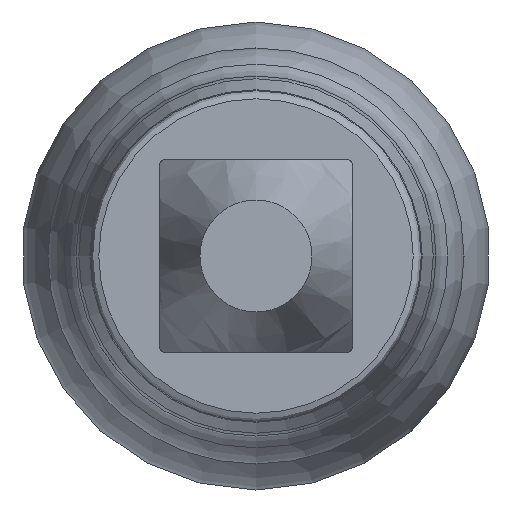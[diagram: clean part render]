
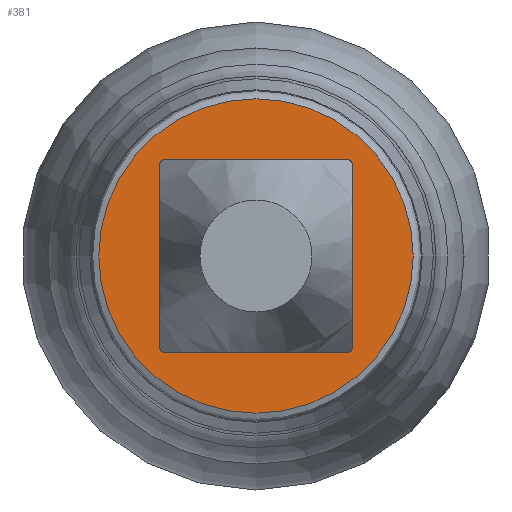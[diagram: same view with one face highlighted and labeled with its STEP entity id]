
A CAD part, left-side view. The second image highlights one B-rep face of the part: STEP entity #381.
In plain terms, the highlighted planar face has unit normal (-1, 0, 0).
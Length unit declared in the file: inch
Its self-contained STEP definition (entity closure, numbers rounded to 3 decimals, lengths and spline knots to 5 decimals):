
#7 = AXIS2_PLACEMENT_3D ( 'NONE', #624, #1175, #147 ) ;
#18 = ORIENTED_EDGE ( 'NONE', *, *, #390, .F. ) ;
#47 = DIRECTION ( 'NONE',  ( 1., 0., 0. ) ) ;
#51 = CARTESIAN_POINT ( 'NONE',  ( 0., 0.018, 0. ) ) ;
#95 = DIRECTION ( 'NONE',  ( 0., 0., 1. ) ) ;
#128 = AXIS2_PLACEMENT_3D ( 'NONE', #51, #47, #347 ) ;
#147 = DIRECTION ( 'NONE',  ( 0., 0., -1. ) ) ;
#173 = VECTOR ( 'NONE', #95, 39.37008 ) ;
#210 = CARTESIAN_POINT ( 'NONE',  ( 0., -0.01153, -0.01203 ) ) ;
#222 = LINE ( 'NONE', #525, #977 ) ;
#240 = CARTESIAN_POINT ( 'NONE',  ( 0., 0., 0. ) ) ;
#244 = EDGE_CURVE ( 'NONE', #498, #1110, #368, .T. ) ;
#268 = CARTESIAN_POINT ( 'NONE',  ( 0., 0.018, 0.01203 ) ) ;
#272 = VERTEX_POINT ( 'NONE', #644 ) ;
#299 = FACE_OUTER_BOUND ( 'NONE', #929, .T. ) ;
#300 = EDGE_CURVE ( 'NONE', #893, #498, #534, .T. ) ;
#332 = EDGE_CURVE ( 'NONE', #1049, #401, #1159, .T. ) ;
#347 = DIRECTION ( 'NONE',  ( 0., 0., -1. ) ) ;
#368 = LINE ( 'NONE', #675, #1076 ) ;
#381 = ADVANCED_FACE ( 'NONE', ( #299, #685 ), #1054, .F. ) ;
#390 = EDGE_CURVE ( 'NONE', #868, #893, #222, .T. ) ;
#400 = DIRECTION ( 'NONE',  ( -1., 0., 0. ) ) ;
#401 = VERTEX_POINT ( 'NONE', #440 ) ;
#412 = ORIENTED_EDGE ( 'NONE', *, *, #978, .F. ) ;
#418 = EDGE_CURVE ( 'NONE', #1110, #1160, #1140, .T. ) ;
#427 = CARTESIAN_POINT ( 'NONE',  ( 0., 0.01153, 0.01203 ) ) ;
#432 = ORIENTED_EDGE ( 'NONE', *, *, #244, .F. ) ;
#438 = ORIENTED_EDGE ( 'NONE', *, *, #735, .T. ) ;
#440 = CARTESIAN_POINT ( 'NONE',  ( 0., -0.01153, 0.01203 ) ) ;
#464 = CIRCLE ( 'NONE', #1143, 0.01965 ) ;
#469 = DIRECTION ( 'NONE',  ( 0., 0., 1. ) ) ;
#474 = DIRECTION ( 'NONE',  ( 0., 1., 0. ) ) ;
#481 = EDGE_CURVE ( 'NONE', #1080, #868, #1122, .T. ) ;
#486 = DIRECTION ( 'NONE',  ( -1., 0., 0. ) ) ;
#498 = VERTEX_POINT ( 'NONE', #1098 ) ;
#525 = CARTESIAN_POINT ( 'NONE',  ( 0., 0.01203, 0. ) ) ;
#534 = CIRCLE ( 'NONE', #1077, 0.0005 ) ;
#550 = CARTESIAN_POINT ( 'NONE',  ( 0., -0.01203, 0. ) ) ;
#555 = DIRECTION ( 'NONE',  ( 0., -1., 0. ) ) ;
#562 = EDGE_CURVE ( 'NONE', #401, #1080, #836, .T. ) ;
#580 = LINE ( 'NONE', #550, #173 ) ;
#624 = CARTESIAN_POINT ( 'NONE',  ( 0., -0.01153, -0.01153 ) ) ;
#632 = AXIS2_PLACEMENT_3D ( 'NONE', #1229, #400, #773 ) ;
#644 = CARTESIAN_POINT ( 'NONE',  ( 0., 0., 0.01965 ) ) ;
#655 = CARTESIAN_POINT ( 'NONE',  ( 0., 0.01203, 0.01153 ) ) ;
#675 = CARTESIAN_POINT ( 'NONE',  ( 0., 0.018, -0.01203 ) ) ;
#683 = CARTESIAN_POINT ( 'NONE',  ( 0., 0.01203, -0.01153 ) ) ;
#685 = FACE_BOUND ( 'NONE', #981, .T. ) ;
#735 = EDGE_CURVE ( 'NONE', #272, #272, #464, .T. ) ;
#742 = CARTESIAN_POINT ( 'NONE',  ( 0., 0.01153, 0.01153 ) ) ;
#773 = DIRECTION ( 'NONE',  ( 0., 0., -1. ) ) ;
#782 = DIRECTION ( 'NONE',  ( 0., 0., -1. ) ) ;
#836 = LINE ( 'NONE', #268, #1142 ) ;
#859 = DIRECTION ( 'NONE',  ( 0., 0., -1. ) ) ;
#868 = VERTEX_POINT ( 'NONE', #655 ) ;
#879 = ORIENTED_EDGE ( 'NONE', *, *, #418, .F. ) ;
#880 = CARTESIAN_POINT ( 'NONE',  ( 0., 0.01153, -0.01153 ) ) ;
#883 = ORIENTED_EDGE ( 'NONE', *, *, #332, .F. ) ;
#893 = VERTEX_POINT ( 'NONE', #683 ) ;
#909 = ORIENTED_EDGE ( 'NONE', *, *, #481, .F. ) ;
#921 = DIRECTION ( 'NONE',  ( -1., 0., 0. ) ) ;
#929 = EDGE_LOOP ( 'NONE', ( #438 ) ) ;
#952 = DIRECTION ( 'NONE',  ( -1., 0., 0. ) ) ;
#977 = VECTOR ( 'NONE', #993, 39.37008 ) ;
#978 = EDGE_CURVE ( 'NONE', #1160, #1049, #580, .T. ) ;
#981 = EDGE_LOOP ( 'NONE', ( #1067, #18, #909, #1065, #883, #412, #879, #432 ) ) ;
#993 = DIRECTION ( 'NONE',  ( 0., 0., -1. ) ) ;
#1002 = CARTESIAN_POINT ( 'NONE',  ( 0., -0.01203, 0.01153 ) ) ;
#1012 = CARTESIAN_POINT ( 'NONE',  ( 0., -0.01203, -0.01153 ) ) ;
#1049 = VERTEX_POINT ( 'NONE', #1002 ) ;
#1054 = PLANE ( 'NONE',  #128 ) ;
#1058 = AXIS2_PLACEMENT_3D ( 'NONE', #742, #486, #859 ) ;
#1065 = ORIENTED_EDGE ( 'NONE', *, *, #562, .F. ) ;
#1067 = ORIENTED_EDGE ( 'NONE', *, *, #300, .F. ) ;
#1076 = VECTOR ( 'NONE', #555, 39.37008 ) ;
#1077 = AXIS2_PLACEMENT_3D ( 'NONE', #880, #952, #782 ) ;
#1080 = VERTEX_POINT ( 'NONE', #427 ) ;
#1098 = CARTESIAN_POINT ( 'NONE',  ( 0., 0.01153, -0.01203 ) ) ;
#1110 = VERTEX_POINT ( 'NONE', #210 ) ;
#1122 = CIRCLE ( 'NONE', #1058, 0.0005 ) ;
#1140 = CIRCLE ( 'NONE', #7, 0.0005 ) ;
#1142 = VECTOR ( 'NONE', #474, 39.37008 ) ;
#1143 = AXIS2_PLACEMENT_3D ( 'NONE', #240, #921, #469 ) ;
#1159 = CIRCLE ( 'NONE', #632, 0.0005 ) ;
#1160 = VERTEX_POINT ( 'NONE', #1012 ) ;
#1175 = DIRECTION ( 'NONE',  ( -1., 0., 0. ) ) ;
#1229 = CARTESIAN_POINT ( 'NONE',  ( 0., -0.01153, 0.01153 ) ) ;
